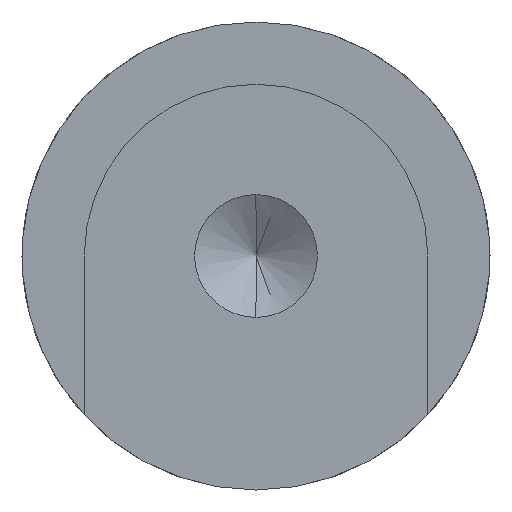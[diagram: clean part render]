
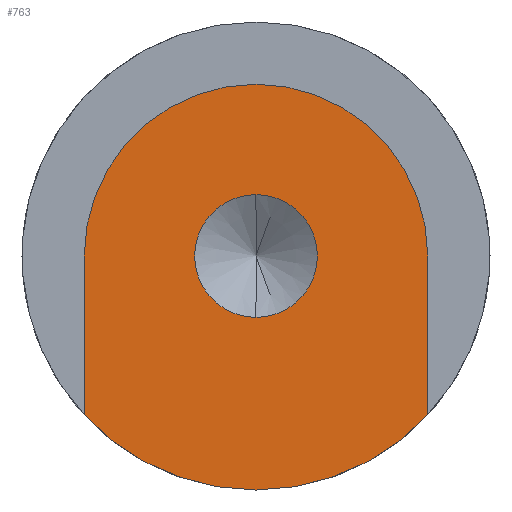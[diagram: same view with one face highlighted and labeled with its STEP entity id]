
A CAD part, left-side view. The second image highlights one B-rep face of the part: STEP entity #763.
In plain terms, the highlighted planar face has unit normal (-1, 0, 0).
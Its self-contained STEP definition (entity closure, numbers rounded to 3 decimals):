
#16 = CIRCLE ( 'NONE', #95, 9.525 ) ;
#22 = DIRECTION ( 'NONE',  ( 0., -1., 0. ) ) ;
#35 = CARTESIAN_POINT ( 'NONE',  ( -2.92, 0., 0. ) ) ;
#67 = EDGE_CURVE ( 'NONE', #128, #147, #207, .T. ) ;
#81 = VERTEX_POINT ( 'NONE', #387 ) ;
#84 = LINE ( 'NONE', #677, #174 ) ;
#94 = EDGE_CURVE ( 'NONE', #127, #162, #84, .T. ) ;
#95 = AXIS2_PLACEMENT_3D ( 'NONE', #528, #589, #237 ) ;
#99 = DIRECTION ( 'NONE',  ( 0., -1., 0. ) ) ;
#105 = EDGE_CURVE ( 'NONE', #162, #128, #516, .T. ) ;
#127 = VERTEX_POINT ( 'NONE', #155 ) ;
#128 = VERTEX_POINT ( 'NONE', #214 ) ;
#147 = VERTEX_POINT ( 'NONE', #564 ) ;
#150 = DIRECTION ( 'NONE',  ( -1., 0., 0. ) ) ;
#155 = CARTESIAN_POINT ( 'NONE',  ( -2.92, -6.99, -6.47 ) ) ;
#157 = ORIENTED_EDGE ( 'NONE', *, *, #671, .F. ) ;
#160 = AXIS2_PLACEMENT_3D ( 'NONE', #35, #700, #99 ) ;
#162 = VERTEX_POINT ( 'NONE', #757 ) ;
#172 = AXIS2_PLACEMENT_3D ( 'NONE', #336, #291, #527 ) ;
#174 = VECTOR ( 'NONE', #264, 1000. ) ;
#185 = AXIS2_PLACEMENT_3D ( 'NONE', #344, #350, #574 ) ;
#195 = CIRCLE ( 'NONE', #160, 9.525 ) ;
#207 = LINE ( 'NONE', #494, #747 ) ;
#209 = EDGE_CURVE ( 'NONE', #461, #127, #16, .T. ) ;
#214 = CARTESIAN_POINT ( 'NONE',  ( -2.92, 6.99, 0. ) ) ;
#237 = DIRECTION ( 'NONE',  ( 0., -1., 0. ) ) ;
#238 = EDGE_LOOP ( 'NONE', ( #157, #693 ) ) ;
#257 = CARTESIAN_POINT ( 'NONE',  ( -2.92, 0., 0. ) ) ;
#264 = DIRECTION ( 'NONE',  ( 0., 0., 1. ) ) ;
#291 = DIRECTION ( 'NONE',  ( -1., 0., 0. ) ) ;
#303 = ORIENTED_EDGE ( 'NONE', *, *, #67, .T. ) ;
#304 = CARTESIAN_POINT ( 'NONE',  ( -2.92, 0., -2.5 ) ) ;
#307 = EDGE_CURVE ( 'NONE', #147, #461, #195, .T. ) ;
#336 = CARTESIAN_POINT ( 'NONE',  ( -2.92, 0., 0. ) ) ;
#344 = CARTESIAN_POINT ( 'NONE',  ( -2.92, 0., 0. ) ) ;
#349 = AXIS2_PLACEMENT_3D ( 'NONE', #670, #556, #22 ) ;
#350 = DIRECTION ( 'NONE',  ( -1., 0., 0. ) ) ;
#354 = FACE_BOUND ( 'NONE', #238, .T. ) ;
#387 = CARTESIAN_POINT ( 'NONE',  ( -2.92, 0., 2.5 ) ) ;
#443 = DIRECTION ( 'NONE',  ( 0., 0., 1. ) ) ;
#446 = ORIENTED_EDGE ( 'NONE', *, *, #94, .T. ) ;
#461 = VERTEX_POINT ( 'NONE', #601 ) ;
#481 = ORIENTED_EDGE ( 'NONE', *, *, #105, .T. ) ;
#494 = CARTESIAN_POINT ( 'NONE',  ( -2.92, 6.99, 0. ) ) ;
#511 = VERTEX_POINT ( 'NONE', #304 ) ;
#512 = FACE_OUTER_BOUND ( 'NONE', #651, .T. ) ;
#516 = CIRCLE ( 'NONE', #349, 6.99 ) ;
#527 = DIRECTION ( 'NONE',  ( 0., -1., 0. ) ) ;
#528 = CARTESIAN_POINT ( 'NONE',  ( -2.92, 0., 0. ) ) ;
#553 = DIRECTION ( 'NONE',  ( 0., 0., -1. ) ) ;
#556 = DIRECTION ( 'NONE',  ( -1., 0., 0. ) ) ;
#564 = CARTESIAN_POINT ( 'NONE',  ( -2.92, 6.99, -6.47 ) ) ;
#572 = ORIENTED_EDGE ( 'NONE', *, *, #209, .T. ) ;
#574 = DIRECTION ( 'NONE',  ( 0., 0., 1. ) ) ;
#586 = PLANE ( 'NONE',  #172 ) ;
#588 = EDGE_CURVE ( 'NONE', #511, #81, #605, .T. ) ;
#589 = DIRECTION ( 'NONE',  ( -1., 0., 0. ) ) ;
#601 = CARTESIAN_POINT ( 'NONE',  ( -2.92, 0., -9.525 ) ) ;
#605 = CIRCLE ( 'NONE', #683, 2.5 ) ;
#651 = EDGE_LOOP ( 'NONE', ( #481, #303, #658, #572, #446 ) ) ;
#653 = CIRCLE ( 'NONE', #185, 2.5 ) ;
#658 = ORIENTED_EDGE ( 'NONE', *, *, #307, .T. ) ;
#670 = CARTESIAN_POINT ( 'NONE',  ( -2.92, 0., 0. ) ) ;
#671 = EDGE_CURVE ( 'NONE', #81, #511, #653, .T. ) ;
#677 = CARTESIAN_POINT ( 'NONE',  ( -2.92, -6.99, 0. ) ) ;
#683 = AXIS2_PLACEMENT_3D ( 'NONE', #257, #150, #443 ) ;
#693 = ORIENTED_EDGE ( 'NONE', *, *, #588, .F. ) ;
#700 = DIRECTION ( 'NONE',  ( -1., 0., 0. ) ) ;
#747 = VECTOR ( 'NONE', #553, 1000. ) ;
#757 = CARTESIAN_POINT ( 'NONE',  ( -2.92, -6.99, 0. ) ) ;
#763 = ADVANCED_FACE ( 'NONE', ( #354, #512 ), #586, .T. ) ;
